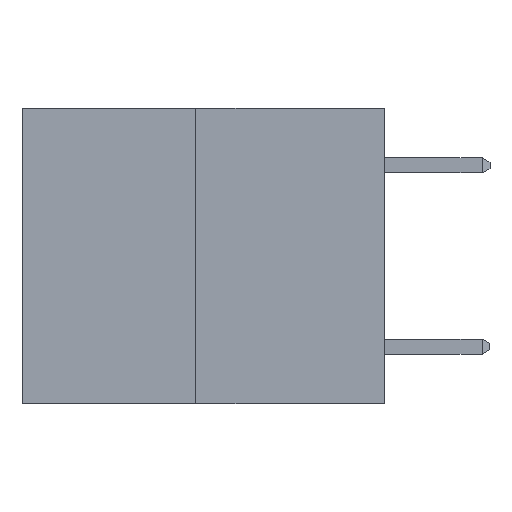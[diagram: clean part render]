
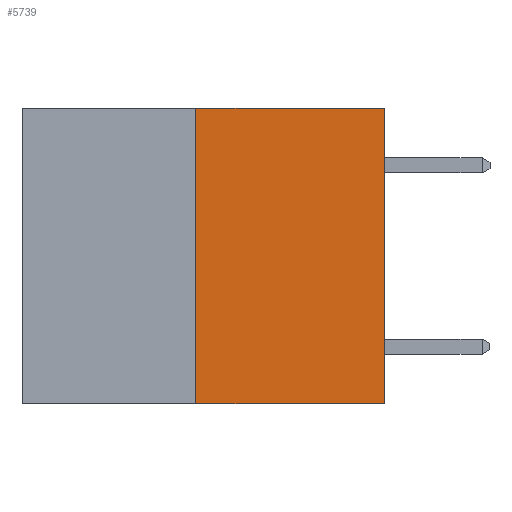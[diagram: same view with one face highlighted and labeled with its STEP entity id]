
A CAD part, left-side view. The second image highlights one B-rep face of the part: STEP entity #5739.
In plain terms, the highlighted planar face has unit normal (-1, 0, 0).
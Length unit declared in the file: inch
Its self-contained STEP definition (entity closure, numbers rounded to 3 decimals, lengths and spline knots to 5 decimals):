
#4 = AXIS2_PLACEMENT_3D ( 'NONE', #2028, #4469, #4534 ) ;
#164 = DIRECTION ( 'NONE',  ( 0., 0., 1. ) ) ;
#414 = LINE ( 'NONE', #4450, #5624 ) ;
#633 = VECTOR ( 'NONE', #164, 39.37008 ) ;
#833 = LINE ( 'NONE', #4352, #633 ) ;
#1038 = CARTESIAN_POINT ( 'NONE',  ( 0., 0.312, 0. ) ) ;
#2028 = CARTESIAN_POINT ( 'NONE',  ( 0., 0.6, 0. ) ) ;
#2849 = ORIENTED_EDGE ( 'NONE', *, *, #17917, .F. ) ;
#2881 = VERTEX_POINT ( 'NONE', #9633 ) ;
#3194 = LINE ( 'NONE', #6996, #9261 ) ;
#4094 = EDGE_CURVE ( 'NONE', #15282, #13281, #833, .T. ) ;
#4320 = CARTESIAN_POINT ( 'NONE',  ( 0., 0., 0. ) ) ;
#4352 = CARTESIAN_POINT ( 'NONE',  ( 0., 0., 0. ) ) ;
#4450 = CARTESIAN_POINT ( 'NONE',  ( 0., 0.6, -0.49 ) ) ;
#4469 = DIRECTION ( 'NONE',  ( 1., 0., 0. ) ) ;
#4534 = DIRECTION ( 'NONE',  ( 0., 0., -1. ) ) ;
#5617 = CARTESIAN_POINT ( 'NONE',  ( 0., 0.312, -0.49 ) ) ;
#5624 = VECTOR ( 'NONE', #15463, 39.37008 ) ;
#5739 = ADVANCED_FACE ( 'NONE', ( #8828 ), #14377, .F. ) ;
#6457 = VERTEX_POINT ( 'NONE', #1038 ) ;
#6477 = DIRECTION ( 'NONE',  ( 0., 0., 1. ) ) ;
#6583 = LINE ( 'NONE', #5617, #11135 ) ;
#6996 = CARTESIAN_POINT ( 'NONE',  ( 0., 0.6, 0. ) ) ;
#8212 = ORIENTED_EDGE ( 'NONE', *, *, #14802, .F. ) ;
#8828 = FACE_OUTER_BOUND ( 'NONE', #11145, .T. ) ;
#9261 = VECTOR ( 'NONE', #13280, 39.37008 ) ;
#9633 = CARTESIAN_POINT ( 'NONE',  ( 0., 0.312, -0.49 ) ) ;
#11135 = VECTOR ( 'NONE', #6477, 39.37008 ) ;
#11145 = EDGE_LOOP ( 'NONE', ( #8212, #16386, #16675, #2849 ) ) ;
#13280 = DIRECTION ( 'NONE',  ( 0., -1., 0. ) ) ;
#13281 = VERTEX_POINT ( 'NONE', #4320 ) ;
#14377 = PLANE ( 'NONE',  #4 ) ;
#14802 = EDGE_CURVE ( 'NONE', #2881, #6457, #6583, .T. ) ;
#15282 = VERTEX_POINT ( 'NONE', #16108 ) ;
#15463 = DIRECTION ( 'NONE',  ( 0., -1., 0. ) ) ;
#16108 = CARTESIAN_POINT ( 'NONE',  ( 0., 0., -0.49 ) ) ;
#16386 = ORIENTED_EDGE ( 'NONE', *, *, #16484, .T. ) ;
#16484 = EDGE_CURVE ( 'NONE', #2881, #15282, #414, .T. ) ;
#16675 = ORIENTED_EDGE ( 'NONE', *, *, #4094, .T. ) ;
#17917 = EDGE_CURVE ( 'NONE', #6457, #13281, #3194, .T. ) ;
